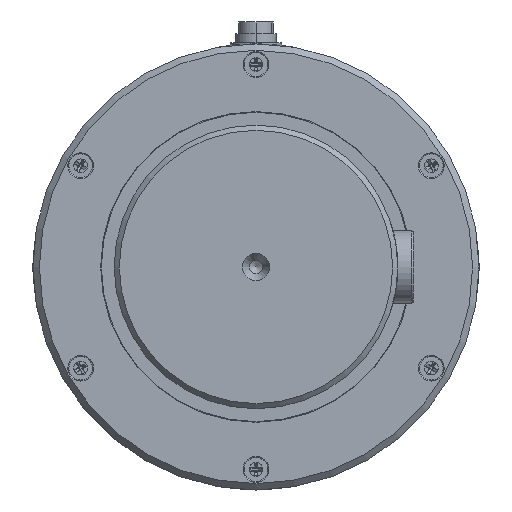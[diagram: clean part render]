
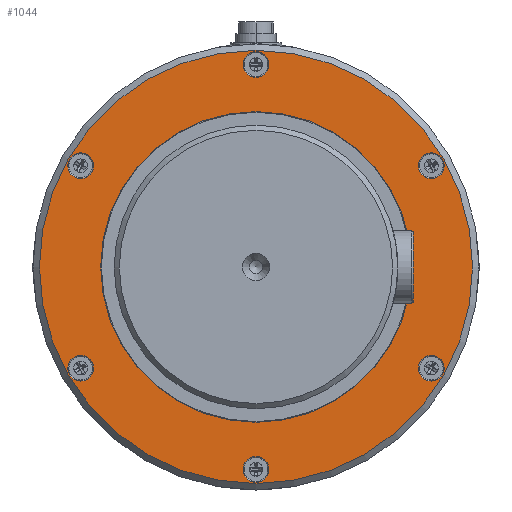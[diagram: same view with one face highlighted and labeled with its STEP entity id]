
A CAD part, left-side view. The second image highlights one B-rep face of the part: STEP entity #1044.
In plain terms, the highlighted planar face has unit normal (-1, 0, 0).
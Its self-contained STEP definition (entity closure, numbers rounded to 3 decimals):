
#1044 = ADVANCED_FACE( '', ( #2166, #2167, #2168, #2169, #2170, #2171, #2172, #2173 ), #2174, .T. );
#2166 = FACE_BOUND( '', #3530, .T. );
#2167 = FACE_BOUND( '', #3531, .T. );
#2168 = FACE_BOUND( '', #3532, .T. );
#2169 = FACE_BOUND( '', #3533, .T. );
#2170 = FACE_BOUND( '', #3534, .T. );
#2171 = FACE_BOUND( '', #3535, .T. );
#2172 = FACE_OUTER_BOUND( '', #3536, .T. );
#2173 = FACE_BOUND( '', #3537, .T. );
#2174 = PLANE( '', #3538 );
#3530 = EDGE_LOOP( '', ( #5560 ) );
#3531 = EDGE_LOOP( '', ( #5561 ) );
#3532 = EDGE_LOOP( '', ( #5562 ) );
#3533 = EDGE_LOOP( '', ( #5563 ) );
#3534 = EDGE_LOOP( '', ( #5564 ) );
#3535 = EDGE_LOOP( '', ( #5565 ) );
#3536 = EDGE_LOOP( '', ( #5566 ) );
#3537 = EDGE_LOOP( '', ( #5567 ) );
#3538 = AXIS2_PLACEMENT_3D( '', #5568, #5569, #5570 );
#5560 = ORIENTED_EDGE( '', *, *, #8061, .T. );
#5561 = ORIENTED_EDGE( '', *, *, #8062, .T. );
#5562 = ORIENTED_EDGE( '', *, *, #8063, .T. );
#5563 = ORIENTED_EDGE( '', *, *, #7781, .T. );
#5564 = ORIENTED_EDGE( '', *, *, #8064, .T. );
#5565 = ORIENTED_EDGE( '', *, *, #8065, .T. );
#5566 = ORIENTED_EDGE( '', *, *, #7423, .T. );
#5567 = ORIENTED_EDGE( '', *, *, #7509, .T. );
#5568 = CARTESIAN_POINT( '', ( -8., -41.75, 0. ) );
#5569 = DIRECTION( '', ( -1., 0., 0. ) );
#5570 = DIRECTION( '', ( 0., 0., 1. ) );
#7423 = EDGE_CURVE( '', #8584, #8584, #8585, .T. );
#7509 = EDGE_CURVE( '', #8735, #8735, #8736, .T. );
#7781 = EDGE_CURVE( '', #9185, #9185, #9186, .T. );
#8061 = EDGE_CURVE( '', #9616, #9616, #9617, .T. );
#8062 = EDGE_CURVE( '', #9618, #9618, #9619, .T. );
#8063 = EDGE_CURVE( '', #9620, #9620, #9621, .T. );
#8064 = EDGE_CURVE( '', #9622, #9622, #9623, .T. );
#8065 = EDGE_CURVE( '', #9624, #9624, #9625, .T. );
#8584 = VERTEX_POINT( '', #10260 );
#8585 = CIRCLE( '', #10261, 84. );
#8735 = VERTEX_POINT( '', #10671 );
#8736 = CIRCLE( '', #10672, 60.25 );
#9185 = VERTEX_POINT( '', #11347 );
#9186 = CIRCLE( '', #11348, 5. );
#9616 = VERTEX_POINT( '', #11896 );
#9617 = CIRCLE( '', #11897, 5. );
#9618 = VERTEX_POINT( '', #11898 );
#9619 = CIRCLE( '', #11899, 5. );
#9620 = VERTEX_POINT( '', #11900 );
#9621 = CIRCLE( '', #11901, 5. );
#9622 = VERTEX_POINT( '', #11902 );
#9623 = CIRCLE( '', #11903, 5. );
#9624 = VERTEX_POINT( '', #11904 );
#9625 = CIRCLE( '', #11905, 5. );
#10260 = CARTESIAN_POINT( '', ( -8., -84., 0. ) );
#10261 = AXIS2_PLACEMENT_3D( '', #13255, #13256, #13257 );
#10671 = CARTESIAN_POINT( '', ( -8., 0., 60.25 ) );
#10672 = AXIS2_PLACEMENT_3D( '', #13374, #13375, #13376 );
#11347 = CARTESIAN_POINT( '', ( -8., 63.653, -36.75 ) );
#11348 = AXIS2_PLACEMENT_3D( '', #13777, #13778, #13779 );
#11896 = CARTESIAN_POINT( '', ( -8., -63.653, 36.75 ) );
#11897 = AXIS2_PLACEMENT_3D( '', #14156, #14157, #14158 );
#11898 = CARTESIAN_POINT( '', ( -8., -63.653, -36.75 ) );
#11899 = AXIS2_PLACEMENT_3D( '', #14159, #14160, #14161 );
#11900 = CARTESIAN_POINT( '', ( -8., 0., -73.5 ) );
#11901 = AXIS2_PLACEMENT_3D( '', #14162, #14163, #14164 );
#11902 = CARTESIAN_POINT( '', ( -8., 63.653, 36.75 ) );
#11903 = AXIS2_PLACEMENT_3D( '', #14165, #14166, #14167 );
#11904 = CARTESIAN_POINT( '', ( -8., 0., 73.5 ) );
#11905 = AXIS2_PLACEMENT_3D( '', #14168, #14169, #14170 );
#13255 = CARTESIAN_POINT( '', ( -8., 0., 0. ) );
#13256 = DIRECTION( '', ( -1., 0., 0. ) );
#13257 = DIRECTION( '', ( 0., -1., 0. ) );
#13374 = CARTESIAN_POINT( '', ( -8., 0., 0. ) );
#13375 = DIRECTION( '', ( 1., 0., 0. ) );
#13376 = DIRECTION( '', ( 0., 0., 1. ) );
#13777 = CARTESIAN_POINT( '', ( -8., 67.983, -39.25 ) );
#13778 = DIRECTION( '', ( 1., 0., 0. ) );
#13779 = DIRECTION( '', ( 0., -0.866, 0.5 ) );
#14156 = CARTESIAN_POINT( '', ( -8., -67.983, 39.25 ) );
#14157 = DIRECTION( '', ( 1., 0., 0. ) );
#14158 = DIRECTION( '', ( 0., 0.866, -0.5 ) );
#14159 = CARTESIAN_POINT( '', ( -8., -67.983, -39.25 ) );
#14160 = DIRECTION( '', ( 1., 0., 0. ) );
#14161 = DIRECTION( '', ( 0., 0.866, 0.5 ) );
#14162 = CARTESIAN_POINT( '', ( -8., 0., -78.5 ) );
#14163 = DIRECTION( '', ( 1., 0., 0. ) );
#14164 = DIRECTION( '', ( 0., 0., 1. ) );
#14165 = CARTESIAN_POINT( '', ( -8., 67.983, 39.25 ) );
#14166 = DIRECTION( '', ( 1., 0., 0. ) );
#14167 = DIRECTION( '', ( 0., -0.866, -0.5 ) );
#14168 = CARTESIAN_POINT( '', ( -8., 0., 78.5 ) );
#14169 = DIRECTION( '', ( 1., 0., 0. ) );
#14170 = DIRECTION( '', ( 0., 0., -1. ) );
